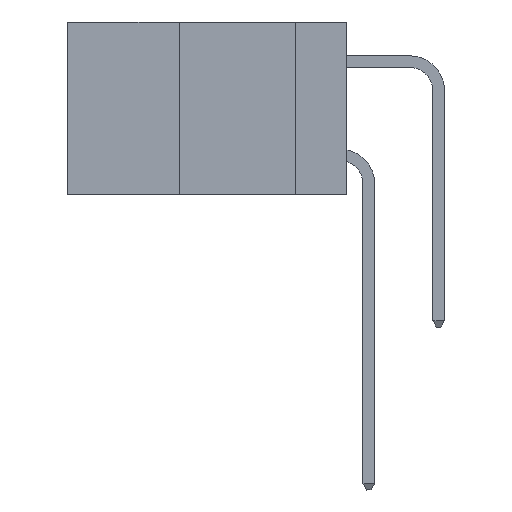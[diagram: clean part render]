
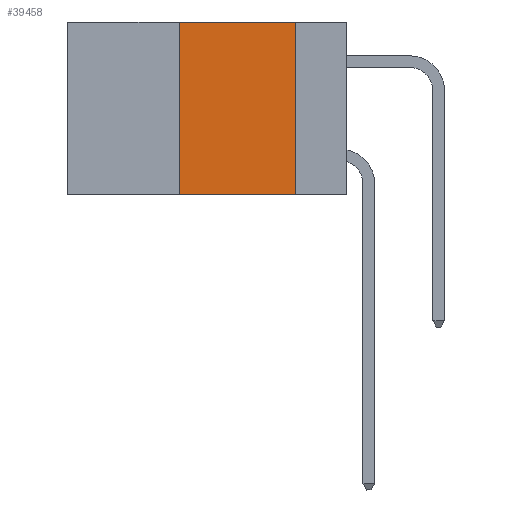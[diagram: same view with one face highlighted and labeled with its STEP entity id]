
A CAD part, left-side view. The second image highlights one B-rep face of the part: STEP entity #39458.
In plain terms, the highlighted planar face has unit normal (-1, 0, 0).
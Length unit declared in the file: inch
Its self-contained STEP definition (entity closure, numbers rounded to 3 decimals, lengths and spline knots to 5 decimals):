
#1470 = EDGE_LOOP ( 'NONE', ( #19495, #27371, #30757, #14198 ) ) ;
#6704 = VERTEX_POINT ( 'NONE', #17738 ) ;
#7100 = EDGE_CURVE ( 'NONE', #10351, #13950, #10829, .T. ) ;
#10351 = VERTEX_POINT ( 'NONE', #33104 ) ;
#10829 = LINE ( 'NONE', #22609, #20296 ) ;
#11349 = DIRECTION ( 'NONE',  ( 1., 0., 0. ) ) ;
#11620 = DIRECTION ( 'NONE',  ( 0., 0., -1. ) ) ;
#12247 = DIRECTION ( 'NONE',  ( 0., -1., 0. ) ) ;
#12869 = EDGE_CURVE ( 'NONE', #13950, #6704, #21822, .T. ) ;
#13274 = EDGE_CURVE ( 'NONE', #37161, #6704, #20291, .T. ) ;
#13950 = VERTEX_POINT ( 'NONE', #28920 ) ;
#14198 = ORIENTED_EDGE ( 'NONE', *, *, #13274, .T. ) ;
#17738 = CARTESIAN_POINT ( 'NONE',  ( 0., 0.11, -0.37 ) ) ;
#18388 = CARTESIAN_POINT ( 'NONE',  ( 0., 0.36, -0.37 ) ) ;
#19495 = ORIENTED_EDGE ( 'NONE', *, *, #12869, .F. ) ;
#19499 = FACE_OUTER_BOUND ( 'NONE', #1470, .T. ) ;
#20044 = EDGE_CURVE ( 'NONE', #37161, #10351, #36393, .T. ) ;
#20291 = LINE ( 'NONE', #31408, #35278 ) ;
#20296 = VECTOR ( 'NONE', #29049, 39.37008 ) ;
#21421 = VECTOR ( 'NONE', #31400, 39.37008 ) ;
#21822 = LINE ( 'NONE', #31841, #23839 ) ;
#22609 = CARTESIAN_POINT ( 'NONE',  ( 0., 0.6, 0. ) ) ;
#22879 = AXIS2_PLACEMENT_3D ( 'NONE', #36991, #11349, #11620 ) ;
#23839 = VECTOR ( 'NONE', #34626, 39.37008 ) ;
#27371 = ORIENTED_EDGE ( 'NONE', *, *, #7100, .F. ) ;
#28920 = CARTESIAN_POINT ( 'NONE',  ( 0., 0.11, 0. ) ) ;
#29049 = DIRECTION ( 'NONE',  ( 0., -1., 0. ) ) ;
#30757 = ORIENTED_EDGE ( 'NONE', *, *, #20044, .F. ) ;
#31400 = DIRECTION ( 'NONE',  ( 0., 0., 1. ) ) ;
#31408 = CARTESIAN_POINT ( 'NONE',  ( 0., 0.6, -0.37 ) ) ;
#31841 = CARTESIAN_POINT ( 'NONE',  ( 0., 0.11, 0. ) ) ;
#33104 = CARTESIAN_POINT ( 'NONE',  ( 0., 0.36, 0. ) ) ;
#34626 = DIRECTION ( 'NONE',  ( 0., 0., -1. ) ) ;
#35278 = VECTOR ( 'NONE', #12247, 39.37008 ) ;
#35405 = CARTESIAN_POINT ( 'NONE',  ( 0., 0.36, 0. ) ) ;
#36393 = LINE ( 'NONE', #35405, #21421 ) ;
#36991 = CARTESIAN_POINT ( 'NONE',  ( 0., 0.6, 0. ) ) ;
#37161 = VERTEX_POINT ( 'NONE', #18388 ) ;
#39458 = ADVANCED_FACE ( 'NONE', ( #19499 ), #40336, .F. ) ;
#40336 = PLANE ( 'NONE',  #22879 ) ;
